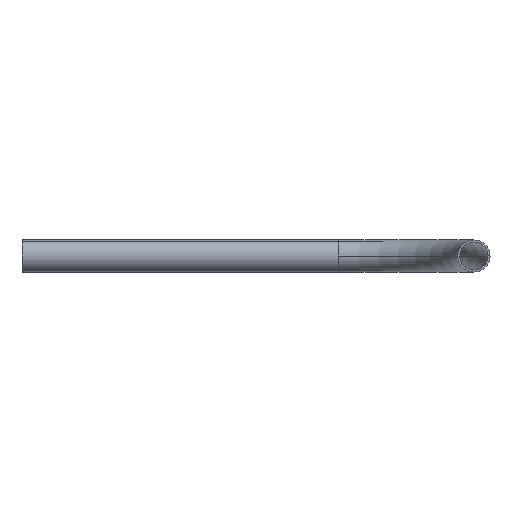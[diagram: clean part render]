
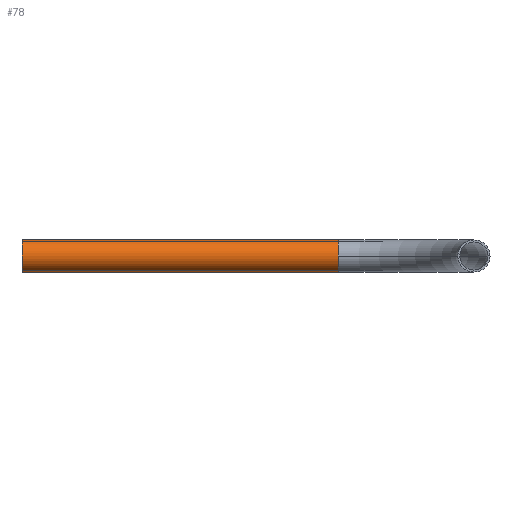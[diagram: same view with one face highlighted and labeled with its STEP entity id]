
A CAD part, left-side view. The second image highlights one B-rep face of the part: STEP entity #78.
In plain terms, the highlighted cylindrical face has radius 44.45 mm (diameter 88.9 mm), a partial arc.
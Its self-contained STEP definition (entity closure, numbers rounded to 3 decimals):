
#44 = ORIENTED_EDGE ( 'NONE', *, *, #449, .F. ) ;
#50 = FACE_OUTER_BOUND ( 'NONE', #241, .T. ) ;
#78 = ADVANCED_FACE ( 'NONE', ( #50 ), #213, .T. ) ;
#81 = LINE ( 'NONE', #242, #268 ) ;
#87 = AXIS2_PLACEMENT_3D ( 'NONE', #324, #411, #443 ) ;
#106 = CIRCLE ( 'NONE', #114, 44.45 ) ;
#109 = ORIENTED_EDGE ( 'NONE', *, *, #357, .T. ) ;
#110 = CARTESIAN_POINT ( 'NONE',  ( 4911., 375., 44.45 ) ) ;
#114 = AXIS2_PLACEMENT_3D ( 'NONE', #352, #392, #119 ) ;
#119 = DIRECTION ( 'NONE',  ( -1., 0., 0. ) ) ;
#152 = VERTEX_POINT ( 'NONE', #422 ) ;
#161 = ORIENTED_EDGE ( 'NONE', *, *, #231, .T. ) ;
#180 = DIRECTION ( 'NONE',  ( 0., -1., 0. ) ) ;
#187 = LINE ( 'NONE', #393, #235 ) ;
#200 = VERTEX_POINT ( 'NONE', #110 ) ;
#202 = CARTESIAN_POINT ( 'NONE',  ( 4911., 1250., 44.45 ) ) ;
#209 = AXIS2_PLACEMENT_3D ( 'NONE', #348, #264, #230 ) ;
#213 = CYLINDRICAL_SURFACE ( 'NONE', #290, 44.45 ) ;
#223 = CARTESIAN_POINT ( 'NONE',  ( 4911., 1250., 0. ) ) ;
#230 = DIRECTION ( 'NONE',  ( -1., 0., 0. ) ) ;
#231 = EDGE_CURVE ( 'NONE', #500, #200, #106, .T. ) ;
#235 = VECTOR ( 'NONE', #516, 1000. ) ;
#241 = EDGE_LOOP ( 'NONE', ( #44, #245, #109, #303, #161 ) ) ;
#242 = CARTESIAN_POINT ( 'NONE',  ( 4911., 1250., 44.45 ) ) ;
#245 = ORIENTED_EDGE ( 'NONE', *, *, #529, .F. ) ;
#246 = CARTESIAN_POINT ( 'NONE',  ( 4866.55, 375., 0. ) ) ;
#264 = DIRECTION ( 'NONE',  ( 0., 1., 0. ) ) ;
#268 = VECTOR ( 'NONE', #278, 1000. ) ;
#278 = DIRECTION ( 'NONE',  ( 0., -1., 0. ) ) ;
#290 = AXIS2_PLACEMENT_3D ( 'NONE', #223, #180, #304 ) ;
#303 = ORIENTED_EDGE ( 'NONE', *, *, #312, .T. ) ;
#304 = DIRECTION ( 'NONE',  ( 0., 0., -1. ) ) ;
#311 = CIRCLE ( 'NONE', #87, 44.45 ) ;
#312 = EDGE_CURVE ( 'NONE', #152, #500, #502, .T. ) ;
#324 = CARTESIAN_POINT ( 'NONE',  ( 4911., 1250., 0. ) ) ;
#326 = CARTESIAN_POINT ( 'NONE',  ( 4911., 1250., -44.45 ) ) ;
#348 = CARTESIAN_POINT ( 'NONE',  ( 4911., 375., 0. ) ) ;
#352 = CARTESIAN_POINT ( 'NONE',  ( 4911., 375., 0. ) ) ;
#357 = EDGE_CURVE ( 'NONE', #484, #152, #187, .T. ) ;
#392 = DIRECTION ( 'NONE',  ( 0., 1., 0. ) ) ;
#393 = CARTESIAN_POINT ( 'NONE',  ( 4911., 1250., -44.45 ) ) ;
#411 = DIRECTION ( 'NONE',  ( 0., 1., 0. ) ) ;
#422 = CARTESIAN_POINT ( 'NONE',  ( 4911., 375., -44.45 ) ) ;
#429 = VERTEX_POINT ( 'NONE', #202 ) ;
#443 = DIRECTION ( 'NONE',  ( 0., 0., -1. ) ) ;
#449 = EDGE_CURVE ( 'NONE', #429, #200, #81, .T. ) ;
#484 = VERTEX_POINT ( 'NONE', #326 ) ;
#500 = VERTEX_POINT ( 'NONE', #246 ) ;
#502 = CIRCLE ( 'NONE', #209, 44.45 ) ;
#516 = DIRECTION ( 'NONE',  ( 0., -1., 0. ) ) ;
#529 = EDGE_CURVE ( 'NONE', #484, #429, #311, .T. ) ;
